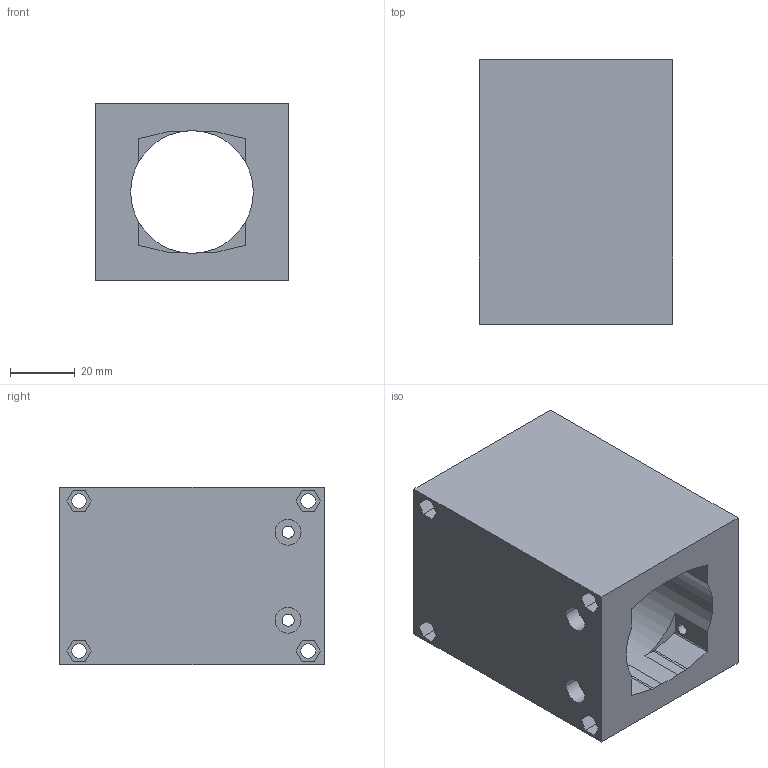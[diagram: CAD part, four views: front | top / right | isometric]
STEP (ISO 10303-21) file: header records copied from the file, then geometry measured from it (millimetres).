
FILE_DESCRIPTION (( 'STEP AP203' ), '1' );
FILE_NAME ('motor encasing x2_Default_sldprt.STEP', '2017-04-19T20:13:28', ( '' ), ( '' ), 'SwSTEP 2.0', 'SolidWorks 2016', '' );
FILE_SCHEMA (( 'CONFIG_CONTROL_DESIGN' ));
Length unit declared in the file: millimetre
Products named in the file (1): motor encasing x2_Default_sldprt
Bounding box: 60 x 82 x 55 mm (x, y, z)
Volume: 169979.6 mm3; surface area: 37502.1 mm2
Topology: 1 solids, 1 shells, 88 faces, 234 edges, 156 vertices
Faces by surface type: plane 54, cylinder 34
Entity records: 2867 total; most frequent: DIRECTION 488, CARTESIAN_POINT 479, ORIENTED_EDGE 468, EDGE_CURVE 234, AXIS2_PLACEMENT_3D 165, VECTOR 158, LINE 158, VERTEX_POINT 156
